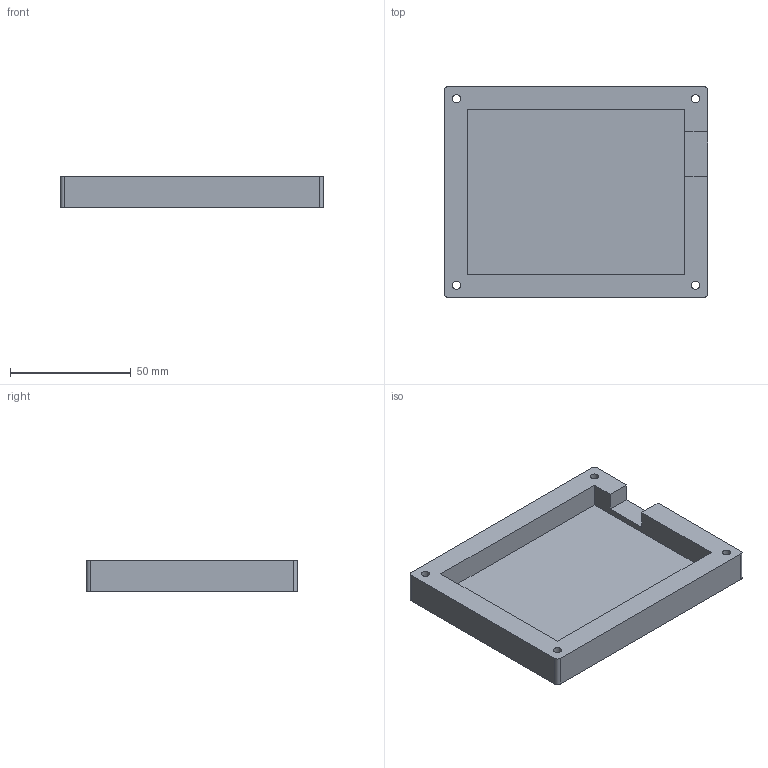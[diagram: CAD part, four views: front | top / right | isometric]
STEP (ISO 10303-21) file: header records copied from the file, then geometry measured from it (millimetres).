
FILE_DESCRIPTION(('FreeCAD Model'),'2;1');
FILE_NAME('Open CASCADE Shape Model','2025-07-23T01:49:49',(''),(''), 'Open CASCADE STEP processor 7.8','FreeCAD','Unknown');
FILE_SCHEMA(('AUTOMOTIVE_DESIGN { 1 0 10303 214 1 1 1 1 }'));
Length unit declared in the file: millimetre
Products named in the file (1): Body
Bounding box: 109.13 x 87.4 x 13 mm (x, y, z)
Volume: 60239.7 mm3; surface area: 27987.5 mm2
Topology: 1 solids, 1 shells, 1170 faces, 3360 edges, 2240 vertices
Faces by surface type: extrusion 964, plane 194, cylinder 12
Full cylindrical faces by diameter (mm): 3.4 x4, 6 x4
Entity records: 39454 total; most frequent: CARTESIAN_POINT 12555, ORIENTED_EDGE 6720, EDGE_CURVE 3360, B_SPLINE_CURVE_WITH_KNOTS 2892, DIRECTION 2834, VECTOR 2372, VERTEX_POINT 2240, LINE 1408
